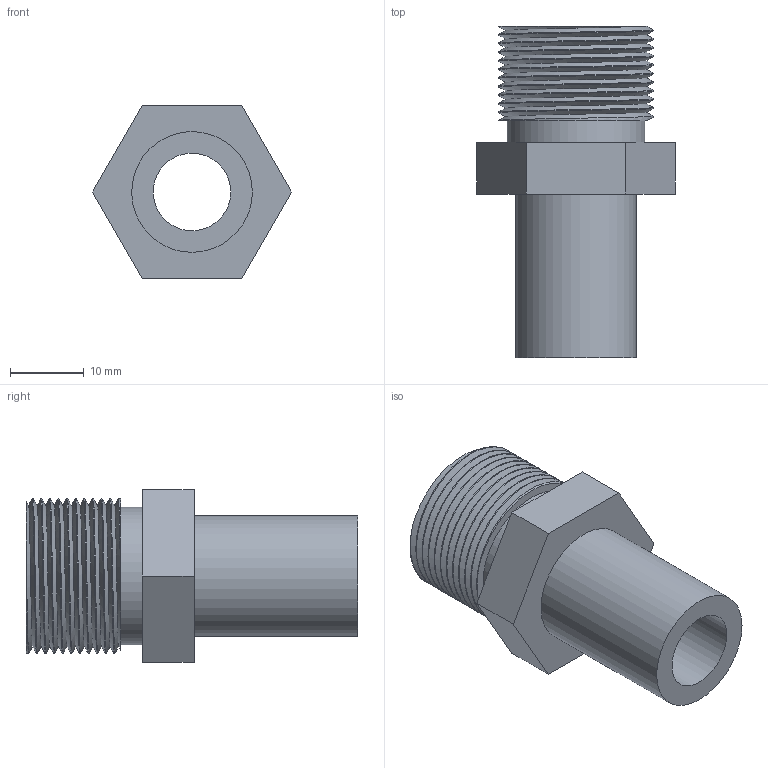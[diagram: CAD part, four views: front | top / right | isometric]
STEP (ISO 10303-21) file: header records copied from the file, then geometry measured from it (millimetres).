
FILE_DESCRIPTION(('FreeCAD Model'),'2;1');
FILE_NAME('Open CASCADE Shape Model','2025-04-27T00:05:36',('FreeCAD'),( 'FreeCAD'),'Open CASCADE STEP processor 7.6','FreeCAD','Unknown');
FILE_SCHEMA(('AUTOMOTIVE_DESIGN { 1 0 10303 214 1 1 1 1 }'));
Length unit declared in the file: millimetre
Products named in the file (1): Open CASCADE STEP translator 7.6 1
Bounding box: 26.94 x 44.91 x 23.33 mm (x, y, z)
Volume: 8545.6 mm3; surface area: 5826.4 mm2
Topology: 1 solids, 1 shells, 27 faces, 64 edges, 43 vertices
Faces by surface type: bspline 27
Entity records: 6069 total; most frequent: CARTESIAN_POINT 5661, ORIENTED_EDGE 126, EDGE_CURVE 63, B_SPLINE_CURVE_WITH_KNOTS 53, VERTEX_POINT 41, FACE_BOUND 32, EDGE_LOOP 32, ADVANCED_FACE 27
